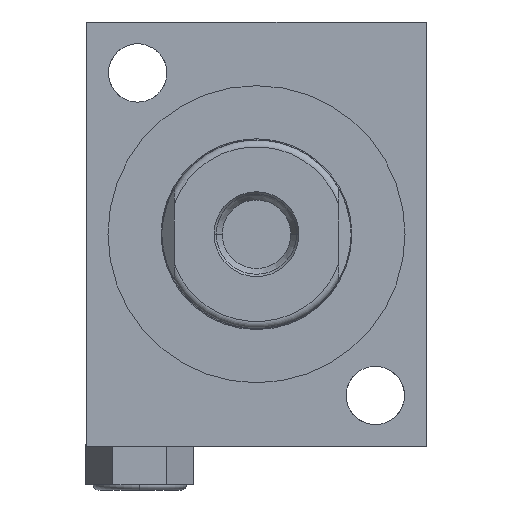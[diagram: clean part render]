
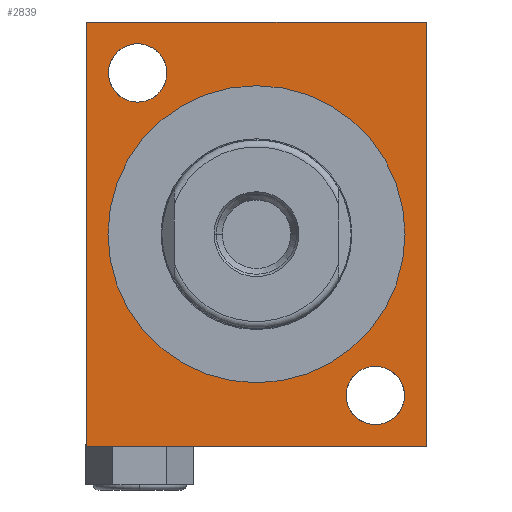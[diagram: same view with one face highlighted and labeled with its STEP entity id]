
A CAD part, left-side view. The second image highlights one B-rep face of the part: STEP entity #2839.
In plain terms, the highlighted planar face has unit normal (-1, 0, 0).
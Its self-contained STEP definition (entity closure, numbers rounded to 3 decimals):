
#411=DIRECTION('',(0.,-1.,0.));
#412=VECTOR('',#411,50.8);
#413=CARTESIAN_POINT('',(0.,25.4,31.75));
#414=LINE('',#413,#412);
#418=DIRECTION('',(0.,0.,-1.));
#419=VECTOR('',#418,63.5);
#420=CARTESIAN_POINT('',(0.,-25.4,31.75));
#421=LINE('',#420,#419);
#425=DIRECTION('',(0.,1.,0.));
#426=VECTOR('',#425,50.8);
#427=CARTESIAN_POINT('',(0.,-25.4,-31.75));
#428=LINE('',#427,#426);
#432=DIRECTION('',(0.,0.,1.));
#433=VECTOR('',#432,63.5);
#434=CARTESIAN_POINT('',(0.,25.4,-31.75));
#435=LINE('',#434,#433);
#439=CARTESIAN_POINT('',(0.,17.78,24.13));
#440=DIRECTION('',(1.,0.,0.));
#441=DIRECTION('',(0.,1.,0.));
#442=AXIS2_PLACEMENT_3D('',#439,#440,#441);
#447=CARTESIAN_POINT('',(0.,17.78,24.13));
#448=DIRECTION('',(1.,0.,0.));
#449=DIRECTION('',(0.,-1.,0.));
#450=AXIS2_PLACEMENT_3D('',#447,#448,#449);
#455=CARTESIAN_POINT('',(0.,-17.78,-24.13));
#456=DIRECTION('',(1.,0.,0.));
#457=DIRECTION('',(0.,1.,0.));
#458=AXIS2_PLACEMENT_3D('',#455,#456,#457);
#463=CARTESIAN_POINT('',(0.,-17.78,-24.13));
#464=DIRECTION('',(1.,0.,0.));
#465=DIRECTION('',(0.,-1.,0.));
#466=AXIS2_PLACEMENT_3D('',#463,#464,#465);
#471=CARTESIAN_POINT('',(0.,0.,0.));
#472=DIRECTION('',(-1.,0.,0.));
#473=DIRECTION('',(0.,1.,0.));
#474=AXIS2_PLACEMENT_3D('',#471,#472,#473);
#479=CARTESIAN_POINT('',(0.,0.,0.));
#480=DIRECTION('',(-1.,0.,0.));
#481=DIRECTION('',(0.,-1.,0.));
#482=AXIS2_PLACEMENT_3D('',#479,#480,#481);
#2030=CARTESIAN_POINT('',(0.,25.4,31.75));
#2031=CARTESIAN_POINT('',(0.,-25.4,31.75));
#2032=VERTEX_POINT('',#2030);
#2033=VERTEX_POINT('',#2031);
#2034=CARTESIAN_POINT('',(0.,-25.4,-31.75));
#2035=VERTEX_POINT('',#2034);
#2036=CARTESIAN_POINT('',(0.,25.4,-31.75));
#2037=VERTEX_POINT('',#2036);
#2046=CARTESIAN_POINT('',(0.,22.149,24.13));
#2047=CARTESIAN_POINT('',(0.,13.411,24.13));
#2048=VERTEX_POINT('',#2046);
#2049=VERTEX_POINT('',#2047);
#2158=CARTESIAN_POINT('',(0.,-13.411,-24.13));
#2159=CARTESIAN_POINT('',(0.,-22.149,-24.13));
#2160=VERTEX_POINT('',#2158);
#2161=VERTEX_POINT('',#2159);
#2178=CARTESIAN_POINT('',(0.,22.225,0.));
#2179=CARTESIAN_POINT('',(0.,-22.225,0.));
#2180=VERTEX_POINT('',#2178);
#2181=VERTEX_POINT('',#2179);
#2807=CARTESIAN_POINT('',(0.,0.,0.));
#2808=DIRECTION('',(1.,0.,0.));
#2809=DIRECTION('',(0.,0.,-1.));
#2810=AXIS2_PLACEMENT_3D('',#2807,#2808,#2809);
#2811=PLANE('',#2810);
#2813=ORIENTED_EDGE('',*,*,#2812,.T.);
#2815=ORIENTED_EDGE('',*,*,#2814,.T.);
#2817=ORIENTED_EDGE('',*,*,#2816,.T.);
#2819=ORIENTED_EDGE('',*,*,#2818,.T.);
#2820=EDGE_LOOP('',(#2813,#2815,#2817,#2819));
#2821=FACE_OUTER_BOUND('',#2820,.F.);
#2823=ORIENTED_EDGE('',*,*,#2822,.F.);
#2825=ORIENTED_EDGE('',*,*,#2824,.F.);
#2826=EDGE_LOOP('',(#2823,#2825));
#2827=FACE_BOUND('',#2826,.F.);
#2829=ORIENTED_EDGE('',*,*,#2828,.F.);
#2831=ORIENTED_EDGE('',*,*,#2830,.F.);
#2832=EDGE_LOOP('',(#2829,#2831));
#2833=FACE_BOUND('',#2832,.F.);
#2834=ORIENTED_EDGE('',*,*,#2797,.T.);
#2836=ORIENTED_EDGE('',*,*,#2835,.T.);
#2837=EDGE_LOOP('',(#2834,#2836));
#2838=FACE_BOUND('',#2837,.F.);
#443=CIRCLE('',#442,4.369);
#451=CIRCLE('',#450,4.369);
#459=CIRCLE('',#458,4.369);
#467=CIRCLE('',#466,4.369);
#475=CIRCLE('',#474,22.225);
#483=CIRCLE('',#482,22.225);
#2797=EDGE_CURVE('',#2180,#2181,#475,.T.);
#2812=EDGE_CURVE('',#2032,#2033,#414,.T.);
#2814=EDGE_CURVE('',#2033,#2035,#421,.T.);
#2816=EDGE_CURVE('',#2035,#2037,#428,.T.);
#2818=EDGE_CURVE('',#2037,#2032,#435,.T.);
#2822=EDGE_CURVE('',#2048,#2049,#443,.T.);
#2824=EDGE_CURVE('',#2049,#2048,#451,.T.);
#2828=EDGE_CURVE('',#2160,#2161,#459,.T.);
#2830=EDGE_CURVE('',#2161,#2160,#467,.T.);
#2835=EDGE_CURVE('',#2181,#2180,#483,.T.);
#2839=ADVANCED_FACE('',(#2821,#2827,#2833,#2838),#2811,.F.);
